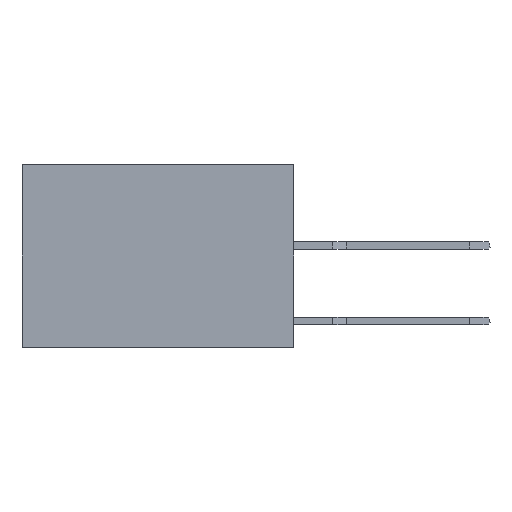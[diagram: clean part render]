
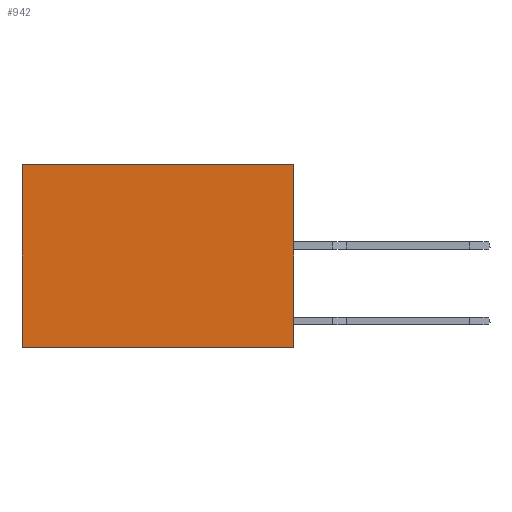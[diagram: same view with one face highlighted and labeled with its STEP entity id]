
A CAD part, left-side view. The second image highlights one B-rep face of the part: STEP entity #942.
In plain terms, the highlighted planar face has unit normal (-1, 0, 0).
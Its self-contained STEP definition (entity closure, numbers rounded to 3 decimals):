
#581=CARTESIAN_POINT('',(0.,7.2,0.));
#582=VERTEX_POINT('',#581);
#589=CARTESIAN_POINT('',(0.,0.,0.));
#590=VERTEX_POINT('',#589);
#591=CARTESIAN_POINT('',(0.,7.2,0.));
#592=DIRECTION('',(0.,-1.,0.));
#593=VECTOR('',#592,7.2);
#594=LINE('',#591,#593);
#595=EDGE_CURVE('',#582,#590,#594,.T.);
#912=CARTESIAN_POINT('',(0.,3.6,-2.42));
#913=DIRECTION('',(0.,0.,1.));
#914=DIRECTION('',(-1.,0.,0.));
#915=AXIS2_PLACEMENT_3D('',#912,#914,#913);
#916=PLANE('',#915);
#917=CARTESIAN_POINT('',(0.,0.,-4.84));
#918=VERTEX_POINT('',#917);
#919=CARTESIAN_POINT('',(0.,0.,0.));
#920=DIRECTION('',(0.,0.,-1.));
#921=VECTOR('',#920,4.84);
#922=LINE('',#919,#921);
#923=EDGE_CURVE('',#590,#918,#922,.T.);
#924=ORIENTED_EDGE('',*,*,#923,.F.);
#925=ORIENTED_EDGE('',*,*,#595,.F.);
#926=CARTESIAN_POINT('',(0.,7.2,-4.84));
#927=VERTEX_POINT('',#926);
#928=CARTESIAN_POINT('',(0.,7.2,0.));
#929=DIRECTION('',(0.,0.,-1.));
#930=VECTOR('',#929,4.84);
#931=LINE('',#928,#930);
#932=EDGE_CURVE('',#582,#927,#931,.T.);
#933=ORIENTED_EDGE('',*,*,#932,.T.);
#934=CARTESIAN_POINT('',(0.,7.2,-4.84));
#935=DIRECTION('',(0.,-1.,0.));
#936=VECTOR('',#935,7.2);
#937=LINE('',#934,#936);
#938=EDGE_CURVE('',#927,#918,#937,.T.);
#939=ORIENTED_EDGE('',*,*,#938,.T.);
#940=EDGE_LOOP('',(#924,#925,#933,#939));
#941=FACE_OUTER_BOUND('',#940,.T.);
#942=ADVANCED_FACE('',(#941),#916,.T.);
